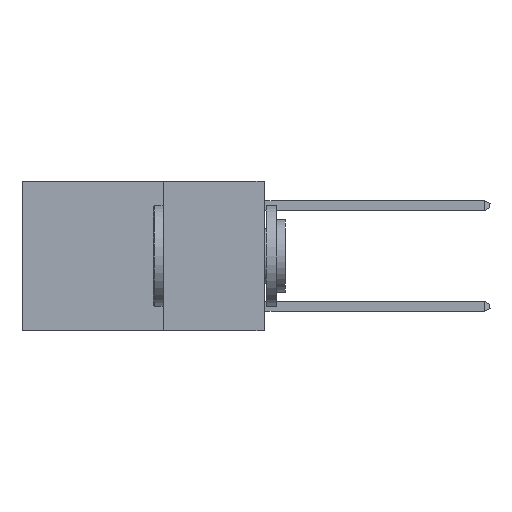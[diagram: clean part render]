
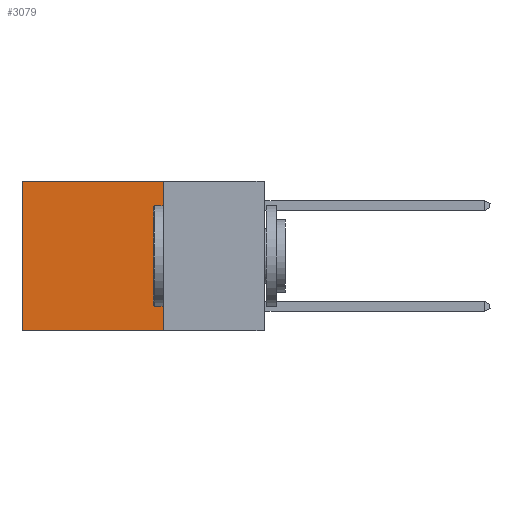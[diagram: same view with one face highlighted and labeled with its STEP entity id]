
A CAD part, left-side view. The second image highlights one B-rep face of the part: STEP entity #3079.
In plain terms, the highlighted planar face has unit normal (-1, 0, 0).
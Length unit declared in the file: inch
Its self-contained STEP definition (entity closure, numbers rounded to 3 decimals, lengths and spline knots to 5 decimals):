
#185 = DIRECTION ( 'NONE',  ( 0., 1., 0. ) ) ;
#1588 = CARTESIAN_POINT ( 'NONE',  ( 0.2625, 0.25, -0.37 ) ) ;
#1780 = VERTEX_POINT ( 'NONE', #7398 ) ;
#2733 = CARTESIAN_POINT ( 'NONE',  ( 0.2625, 0.25, 0. ) ) ;
#2823 = VERTEX_POINT ( 'NONE', #12867 ) ;
#3079 = ADVANCED_FACE ( 'NONE', ( #10431 ), #6571, .F. ) ;
#5241 = DIRECTION ( 'NONE',  ( 0., 0., -1. ) ) ;
#6571 = PLANE ( 'NONE',  #10323 ) ;
#6977 = CARTESIAN_POINT ( 'NONE',  ( 0.2625, 0.25, 0. ) ) ;
#7360 = LINE ( 'NONE', #12911, #23374 ) ;
#7398 = CARTESIAN_POINT ( 'NONE',  ( 0.2625, 0.6, 0. ) ) ;
#7455 = EDGE_CURVE ( 'NONE', #14593, #18660, #21766, .T. ) ;
#8216 = LINE ( 'NONE', #15565, #11507 ) ;
#9666 = EDGE_CURVE ( 'NONE', #1780, #2823, #8216, .T. ) ;
#10078 = DIRECTION ( 'NONE',  ( 1., 0., 0. ) ) ;
#10323 = AXIS2_PLACEMENT_3D ( 'NONE', #2733, #10078, #15734 ) ;
#10431 = FACE_OUTER_BOUND ( 'NONE', #20424, .T. ) ;
#11507 = VECTOR ( 'NONE', #22949, 39.37008 ) ;
#12867 = CARTESIAN_POINT ( 'NONE',  ( 0.2625, 0.6, -0.37 ) ) ;
#12911 = CARTESIAN_POINT ( 'NONE',  ( 0.2625, 0.25, -0.37 ) ) ;
#13365 = EDGE_CURVE ( 'NONE', #14593, #1780, #18502, .T. ) ;
#14314 = ORIENTED_EDGE ( 'NONE', *, *, #15444, .F. ) ;
#14593 = VERTEX_POINT ( 'NONE', #6977 ) ;
#15444 = EDGE_CURVE ( 'NONE', #18660, #2823, #7360, .T. ) ;
#15565 = CARTESIAN_POINT ( 'NONE',  ( 0.2625, 0.6, 0. ) ) ;
#15734 = DIRECTION ( 'NONE',  ( 0., 0., -1. ) ) ;
#16970 = ORIENTED_EDGE ( 'NONE', *, *, #9666, .T. ) ;
#17973 = VECTOR ( 'NONE', #185, 39.37008 ) ;
#18075 = DIRECTION ( 'NONE',  ( 0., 1., 0. ) ) ;
#18292 = ORIENTED_EDGE ( 'NONE', *, *, #13365, .T. ) ;
#18502 = LINE ( 'NONE', #18741, #17973 ) ;
#18564 = VECTOR ( 'NONE', #5241, 39.37008 ) ;
#18660 = VERTEX_POINT ( 'NONE', #1588 ) ;
#18741 = CARTESIAN_POINT ( 'NONE',  ( 0.2625, 0.25, 0. ) ) ;
#20194 = CARTESIAN_POINT ( 'NONE',  ( 0.2625, 0.25, 0. ) ) ;
#20424 = EDGE_LOOP ( 'NONE', ( #16970, #14314, #20743, #18292 ) ) ;
#20743 = ORIENTED_EDGE ( 'NONE', *, *, #7455, .F. ) ;
#21766 = LINE ( 'NONE', #20194, #18564 ) ;
#22949 = DIRECTION ( 'NONE',  ( 0., 0., -1. ) ) ;
#23374 = VECTOR ( 'NONE', #18075, 39.37008 ) ;
